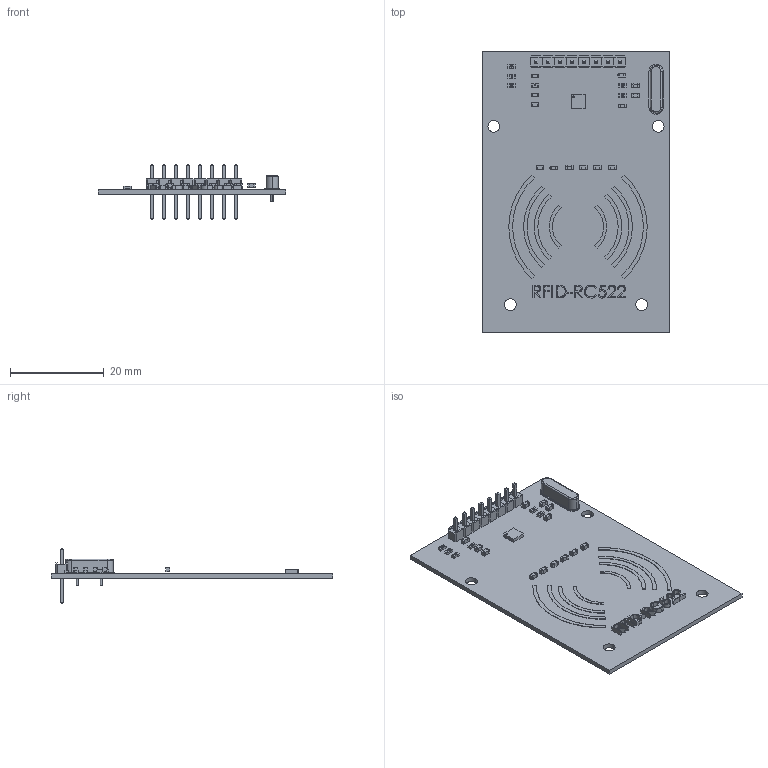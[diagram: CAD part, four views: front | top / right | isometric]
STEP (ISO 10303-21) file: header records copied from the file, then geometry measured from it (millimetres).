
FILE_DESCRIPTION (( 'STEP AP214' ), '1' );
FILE_NAME ('RFID.STEP', '2017-02-13T16:11:19', ( '' ), ( '' ), 'SwSTEP 2.0', 'SolidWorks 2016', '' );
FILE_SCHEMA (( 'AUTOMOTIVE_DESIGN' ));
Length unit declared in the file: millimetre
Products named in the file (7): RFID; Part1; User Library-SMD Ceramic Capacitors_0603 (1608)_CH; User Library-Header_Male_8Pin; Part8; Part10; User Library-S-PWSON-N12
Assembly tree (23 placements, depth 2):
  RFID
    Part1
    Part10
    User Library-S-PWSON-N12
    User Library-Header_Male_8Pin
    User Library-SMD Ceramic Capacitors_0603 (1608)_CH  x13
    Part8  x6
Bounding box: 40 x 60 x 11.54 mm (x, y, z)
Volume: 2507.7 mm3; surface area: 5971.9 mm2
Topology: 61 solids, 77 shells, 1376 faces, 3041 edges, 1738 vertices
Faces by surface type: plane 900, cylinder 293, bspline 183
Entity records: 27067 total; most frequent: CARTESIAN_POINT 6594, ORIENTED_EDGE 2778, DIRECTION 2578, EDGE_CURVE 1449, VECTOR 1210, LINE 1210, VERTEX_POINT 938, AXIS2_PLACEMENT_3D 684
